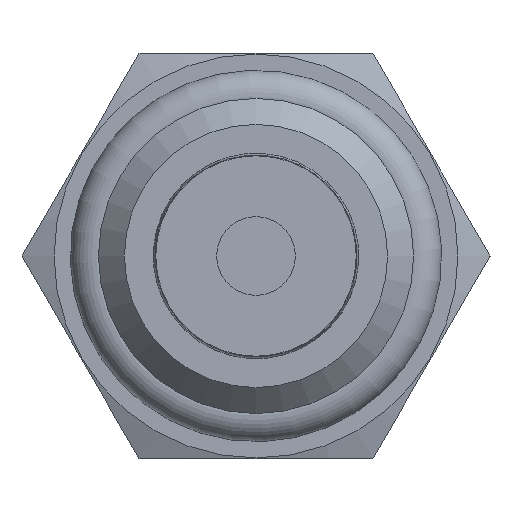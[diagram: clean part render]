
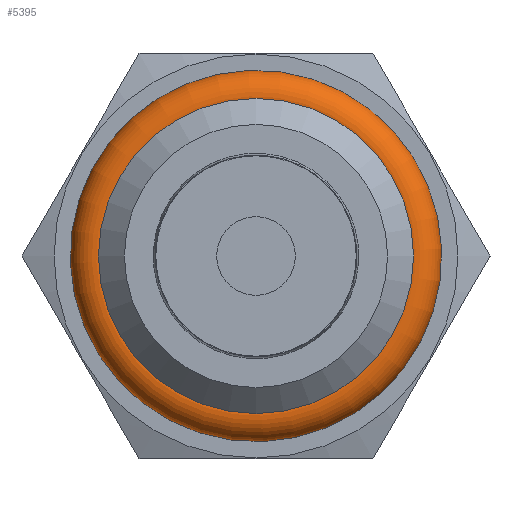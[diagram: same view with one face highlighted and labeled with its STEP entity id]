
A CAD part, left-side view. The second image highlights one B-rep face of the part: STEP entity #5395.
In plain terms, the highlighted toroidal (fillet/blend) face has major radius 5.626 mm and minor radius 0.914 mm.
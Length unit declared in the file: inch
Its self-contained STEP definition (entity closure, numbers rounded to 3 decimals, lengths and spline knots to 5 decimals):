
#5370=CARTESIAN_POINT('',(0.0,0.00098,0.0));
#5371=DIRECTION('',(1.0,0.0,0.0));
#5372=DIRECTION('',(0.0,0.0,-1.0));
#5373=AXIS2_PLACEMENT_3D('',#5370,#5371,#5372);
#5374=TOROIDAL_SURFACE('',#5373,0.2215,0.036);
#5375=CARTESIAN_POINT('',(0.,0.00098,-0.2575));
#5376=VERTEX_POINT('',#5375);
#5377=CARTESIAN_POINT('',(0.0,0.00098,-0.2215));
#5378=DIRECTION('',(0.0,-1.0,0.0));
#5379=DIRECTION('',(0.0,0.0,-1.0));
#5380=AXIS2_PLACEMENT_3D('',#5377,#5378,#5379);
#5381=CIRCLE('',#5380,0.036);
#5382=EDGE_CURVE('',#5376,#5376,#5381,.T.);
#5383=ORIENTED_EDGE('',*,*,#5382,.T.);
#5384=CARTESIAN_POINT('',(0.,0.00098,0.0));
#5385=DIRECTION('',(-1.0,0.0,0.0));
#5386=DIRECTION('',(0.0,0.0,-1.0));
#5387=AXIS2_PLACEMENT_3D('',#5384,#5385,#5386);
#5388=CIRCLE('',#5387,0.2575);
#5389=EDGE_CURVE('',#5376,#5376,#5388,.T.);
#5390=ORIENTED_EDGE('',*,*,#5389,.T.);
#5391=ORIENTED_EDGE('',*,*,#5382,.F.);
#5392=ORIENTED_EDGE('',*,*,#5389,.F.);
#5393=EDGE_LOOP('',(#5383,#5390,#5391,#5392));
#5394=FACE_OUTER_BOUND('',#5393,.T.);
#5395=ADVANCED_FACE('',(#5394),#5374,.T.);
